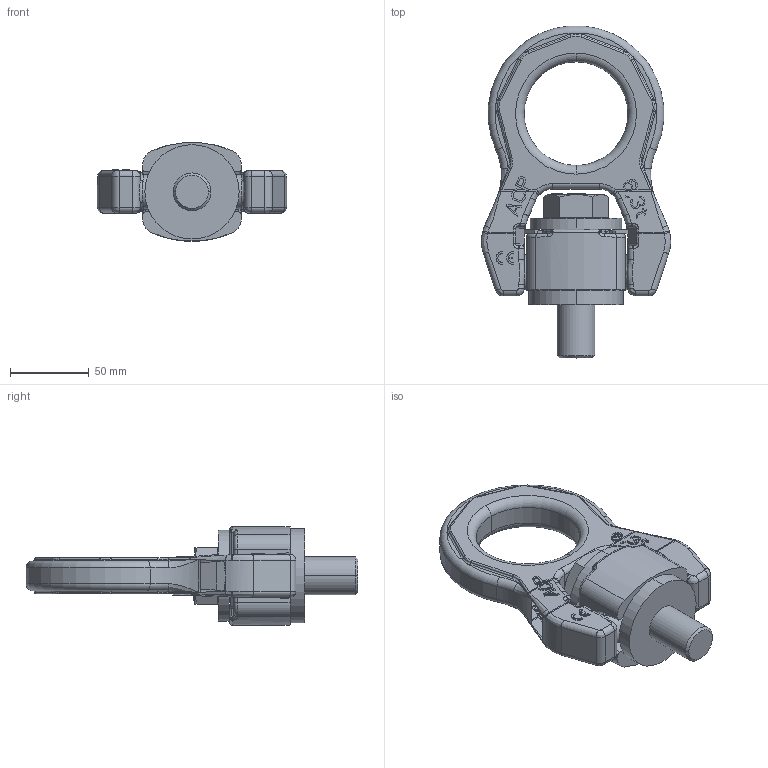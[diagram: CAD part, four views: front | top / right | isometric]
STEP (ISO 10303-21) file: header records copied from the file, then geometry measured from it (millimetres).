
FILE_DESCRIPTION((''),'2;1');
FILE_NAME('001-M35801-P-1_ASM','2018-09-19T',('Anja.Joas'),(''),'PRO/ENGINEER BY PARAMETRIC TECHNOLOGY CORPORATION, 2011490','PRO/ENGINEER BY PARAMETRIC TECHNOLOGY CORPORATION, 2011490','');
FILE_SCHEMA(('CONFIG_CONTROL_DESIGN'));
Length unit declared in the file: millimetre
Products named in the file (5): 001-M35675-P-30; 001-M35801-P-10; 001-M35761-P-50; 001-M34906-P-8; 001-M35801-P-1_ASM
Assembly tree (4 placements, depth 2):
  001-M35801-P-1_ASM
    001-M35675-P-30
    001-M35801-P-10
    001-M35761-P-50
    001-M34906-P-8
Bounding box: 120.46 x 211.29 x 62.81 mm (x, y, z)
Volume: 421009.1 mm3; surface area: 87116.3 mm2
Topology: 5 solids, 5 shells, 877 faces, 2292 edges, 1448 vertices
Faces by surface type: plane 509, cylinder 185, bspline 98, torus 76, cone 8, extrusion 1
Entity records: 31909 total; most frequent: CARTESIAN_POINT 10725, ORIENTED_EDGE 4584, DIRECTION 4135, EDGE_CURVE 2292, VECTOR 1563, LINE 1562, VERTEX_POINT 1448, AXIS2_PLACEMENT_3D 1286
